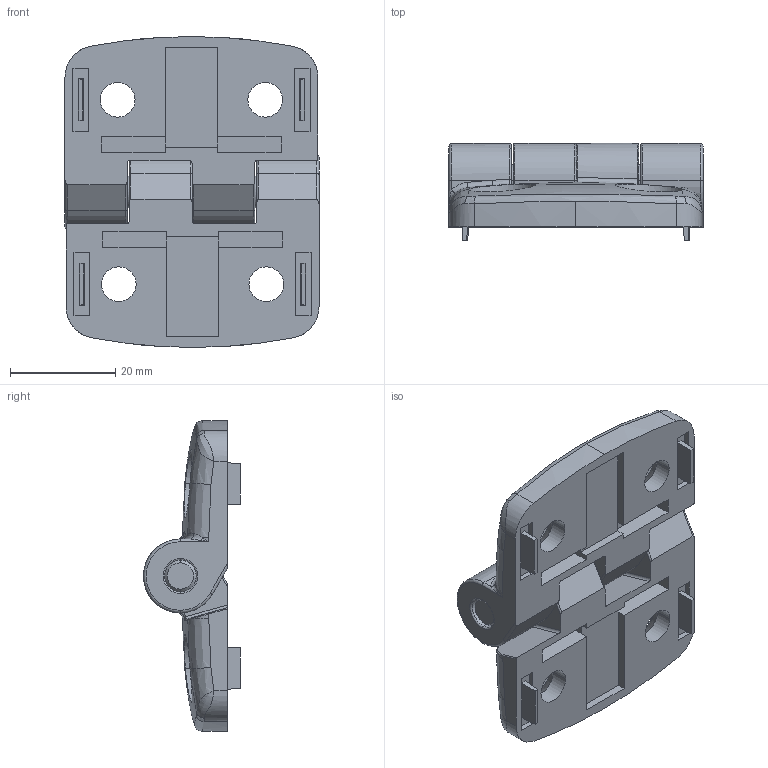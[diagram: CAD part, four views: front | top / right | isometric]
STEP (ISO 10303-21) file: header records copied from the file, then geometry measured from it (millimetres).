
FILE_DESCRIPTION (( 'STEP AP214' ), '1' );
FILE_NAME ('095k3030f08.STEP', '2014-08-13T10:36:32', ( '' ), ( '' ), 'SwSTEP 2.0', 'SolidWorks 2014', '' );
FILE_SCHEMA (( 'AUTOMOTIVE_DESIGN' ));
Length unit declared in the file: millimetre
Products named in the file (3): 095k30f00_095 k 30 f08; 095k3030f08; 095k-02
Assembly tree (3 placements, depth 2):
  095k3030f08
    095k30f00_095 k 30 f08  x2
    095k-02
Bounding box: 48.2 x 18.4 x 59 mm (x, y, z)
Volume: 20326.9 mm3; surface area: 11543.2 mm2
Topology: 3 solids, 3 shells, 259 faces, 646 edges, 388 vertices
Faces by surface type: plane 95, bspline 68, cylinder 64, torus 20, cone 12
Entity records: 5265 total; most frequent: CARTESIAN_POINT 2248, ORIENTED_EDGE 654, DIRECTION 537, EDGE_CURVE 327, VERTEX_POINT 200, AXIS2_PLACEMENT_3D 193, VECTOR 151, LINE 151
